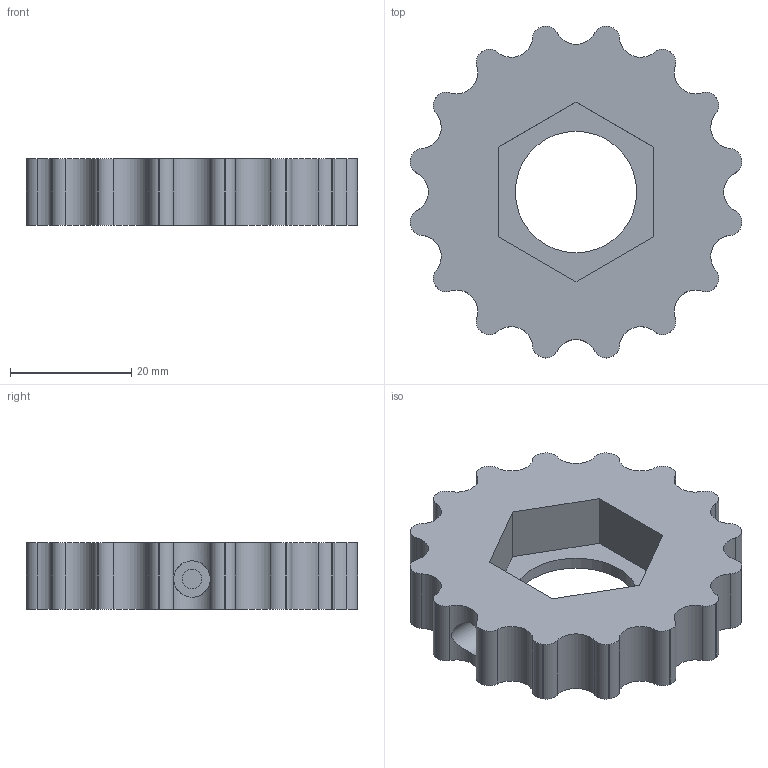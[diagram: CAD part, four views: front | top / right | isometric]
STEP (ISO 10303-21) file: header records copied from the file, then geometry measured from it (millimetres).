
FILE_DESCRIPTION(/* description */ ('STEP AP242','CAx-IF Rec.Pracs.---Representation and Presentation of Product Manufacturing Information (PMI)---4.0---2014-10-13','CAx-IF Rec.Pracs.---3D Tessellated Geometry---0.4---2014-09-14','2;1'),/* implementation_level */ '2;1');
FILE_NAME(/* name */ '61fb6b67f1053c7612e9b76b',/* time_stamp */ '2022-02-03T05:43:04+00:00',/* author */ (''),/* organization */ (''),/* preprocessor_version */ 'ST-DEVELOPER v18.101',/* originating_system */ ' ',/* authorisation */ ' ');
FILE_SCHEMA (('AP242_MANAGED_MODEL_BASED_3D_ENGINEERING_MIM_LF { 1 0 10303 442 1 1 4 }'));
Length unit declared in the file: metre
Products named in the file (1): Die nut spinner
Bounding box: 54.65 x 54.65 x 11 mm (x, y, z)
Volume: 17194.2 mm3; surface area: 7028.7 mm2
Topology: 1 solids, 1 shells, 84 faces, 238 edges, 159 vertices
Faces by surface type: cylinder 67, plane 17
Full cylindrical faces by diameter (mm): 3.2 x1, 6 x1, 20 x1
Entity records: 2828 total; most frequent: DIRECTION 536, CARTESIAN_POINT 498, ORIENTED_EDGE 468, EDGE_CURVE 234, AXIS2_PLACEMENT_3D 218, VERTEX_POINT 158, CIRCLE 133, LINE 100
